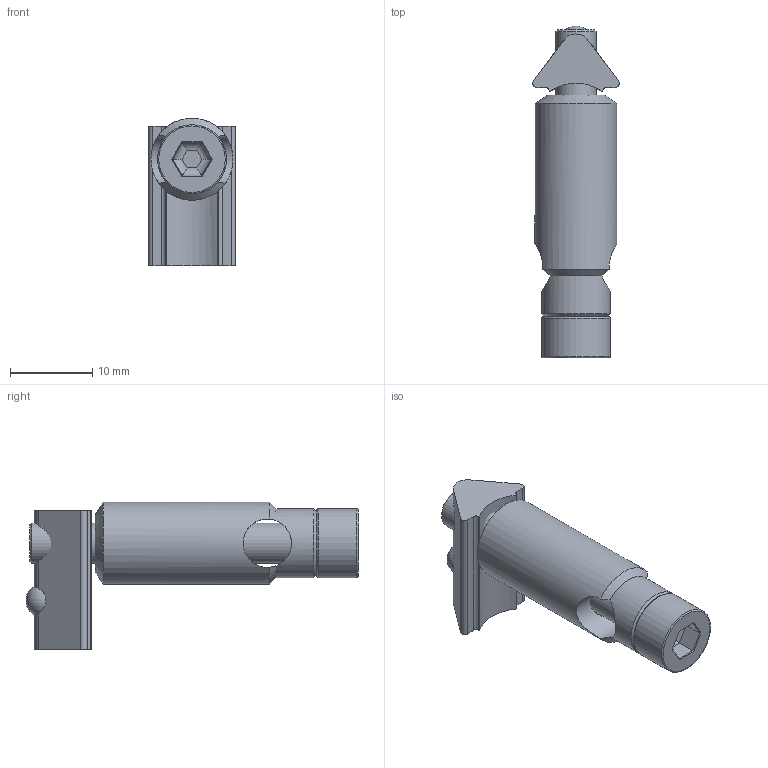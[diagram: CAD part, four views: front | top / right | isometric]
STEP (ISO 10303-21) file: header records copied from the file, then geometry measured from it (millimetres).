
FILE_DESCRIPTION((''),'2;1');
FILE_NAME('AR3613.stp','2024-10-11T15:16:17',('arma01'),(''),'Autodesk Inventor 2013','Autodesk Inventor 2013','');
FILE_SCHEMA(('AUTOMOTIVE_DESIGN { 1 0 10303 214 1 1 1 1 }'));
Length unit declared in the file: millimetre
Products named in the file (4): AR3613; AR3613 I; AR3613 II; AR3825
Assembly tree (3 placements, depth 2):
  AR3613
    AR3613 I
    AR3613 II
    AR3825
Bounding box: 10.52 x 40.49 x 18 mm (x, y, z)
Volume: 2789.1 mm3; surface area: 2735.8 mm2
Topology: 3 solids, 3 shells, 99 faces, 246 edges, 152 vertices
Faces by surface type: plane 56, cylinder 31, cone 5, bspline 4, torus 2, sphere 1
Full cylindrical faces by diameter (mm): 4.134 x1, 4.9 x1, 5.1 x1, 5.9 x1, 8.4 x2, 10 x1
Entity records: 3480 total; most frequent: CARTESIAN_POINT 1125, ORIENTED_EDGE 458, DIRECTION 456, EDGE_CURVE 229, AXIS2_PLACEMENT_3D 161, VERTEX_POINT 147, VECTOR 134, LINE 134
